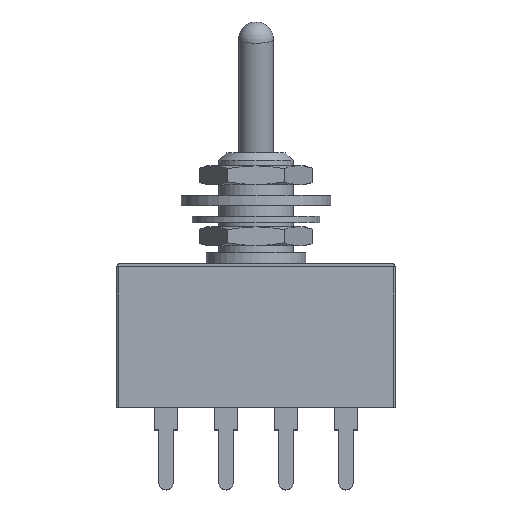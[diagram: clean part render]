
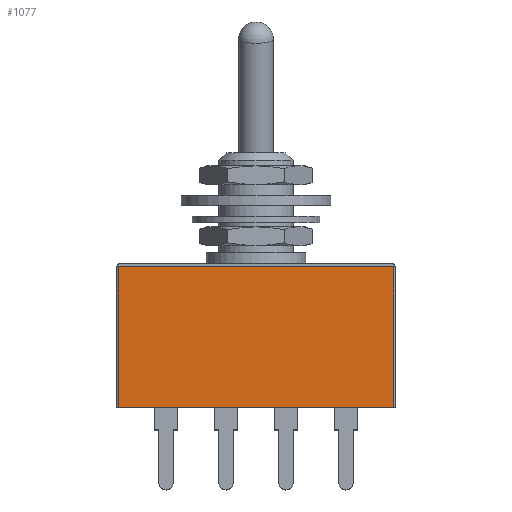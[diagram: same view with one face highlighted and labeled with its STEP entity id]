
A CAD part, top view. The second image highlights one B-rep face of the part: STEP entity #1077.
In plain terms, the highlighted planar face has unit normal (0, 0, 1).
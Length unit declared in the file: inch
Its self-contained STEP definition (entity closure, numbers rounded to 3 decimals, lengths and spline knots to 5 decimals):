
#1077 = ADVANCED_FACE( '', ( #2141 ), #2142, .T. );
#2141 = FACE_OUTER_BOUND( '', #3247, .T. );
#2142 = PLANE( '', #3248 );
#3247 = EDGE_LOOP( '', ( #5907, #5908, #5909, #5910 ) );
#3248 = AXIS2_PLACEMENT_3D( '', #5911, #5912, #5913 );
#5907 = ORIENTED_EDGE( '', *, *, #7795, .F. );
#5908 = ORIENTED_EDGE( '', *, *, #7282, .F. );
#5909 = ORIENTED_EDGE( '', *, *, #7748, .T. );
#5910 = ORIENTED_EDGE( '', *, *, #7477, .T. );
#5911 = CARTESIAN_POINT( '', ( -0.43388, -0.453, 0.256 ) );
#5912 = DIRECTION( '', ( 0., 0., 1. ) );
#5913 = DIRECTION( '', ( 1., 0., 0. ) );
#7282 = EDGE_CURVE( '', #8924, #8920, #8926, .T. );
#7477 = EDGE_CURVE( '', #9226, #9223, #9227, .T. );
#7748 = EDGE_CURVE( '', #8924, #9226, #9584, .T. );
#7795 = EDGE_CURVE( '', #8920, #9223, #9642, .T. );
#8920 = VERTEX_POINT( '', #11187 );
#8924 = VERTEX_POINT( '', #11192 );
#8926 = LINE( '', #11194, #11195 );
#9223 = VERTEX_POINT( '', #11649 );
#9226 = VERTEX_POINT( '', #11652 );
#9227 = LINE( '', #11653, #11654 );
#9584 = LINE( '', #12176, #12177 );
#9642 = LINE( '', #12261, #12262 );
#11187 = CARTESIAN_POINT( '', ( -0.43388, -0.01, 0.256 ) );
#11192 = CARTESIAN_POINT( '', ( -0.43388, -0.453, 0.256 ) );
#11194 = CARTESIAN_POINT( '', ( -0.43388, -0.453, 0.256 ) );
#11195 = VECTOR( '', #13131, 39.37008 );
#11649 = CARTESIAN_POINT( '', ( 0.43388, -0.01, 0.256 ) );
#11652 = CARTESIAN_POINT( '', ( 0.43388, -0.453, 0.256 ) );
#11653 = CARTESIAN_POINT( '', ( 0.43388, -0.453, 0.256 ) );
#11654 = VECTOR( '', #13311, 39.37008 );
#12176 = CARTESIAN_POINT( '', ( -0.43388, -0.453, 0.256 ) );
#12177 = VECTOR( '', #13561, 39.37008 );
#12261 = CARTESIAN_POINT( '', ( -0.43388, -0.01, 0.256 ) );
#12262 = VECTOR( '', #13603, 39.37008 );
#13131 = DIRECTION( '', ( 0., 1., 0. ) );
#13311 = DIRECTION( '', ( 0., 1., 0. ) );
#13561 = DIRECTION( '', ( 1., 0., 0. ) );
#13603 = DIRECTION( '', ( 1., 0., 0. ) );
